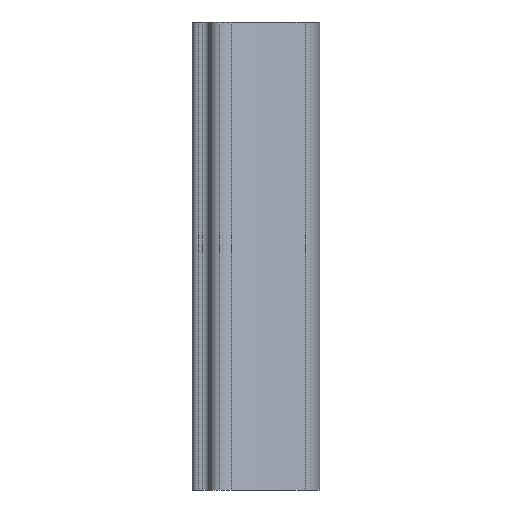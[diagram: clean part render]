
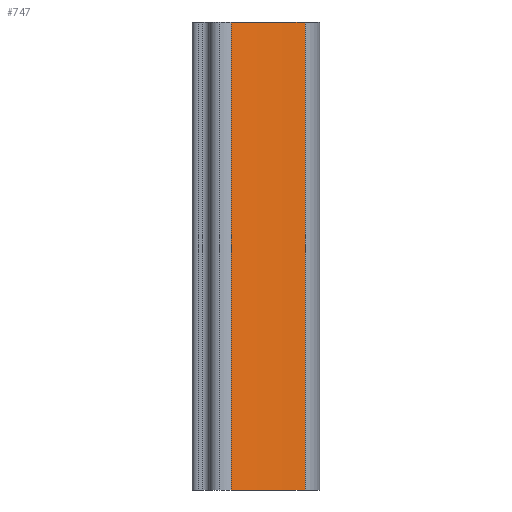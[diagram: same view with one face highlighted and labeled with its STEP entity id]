
A CAD part, left-side view. The second image highlights one B-rep face of the part: STEP entity #747.
In plain terms, the highlighted cylindrical face has radius 15 mm (diameter 30 mm), a partial arc.
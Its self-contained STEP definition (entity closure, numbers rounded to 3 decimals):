
#26 = DIRECTION ( 'NONE',  ( 0., 0., 1. ) ) ;
#37 = DIRECTION ( 'NONE',  ( -1., 0., 0. ) ) ;
#50 = VERTEX_POINT ( 'NONE', #682 ) ;
#171 = AXIS2_PLACEMENT_3D ( 'NONE', #280, #831, #594 ) ;
#181 = CARTESIAN_POINT ( 'NONE',  ( 7.471, 4.491, 11. ) ) ;
#195 = EDGE_LOOP ( 'NONE', ( #743, #649, #735, #792 ) ) ;
#205 = EDGE_CURVE ( 'NONE', #269, #273, #895, .T. ) ;
#226 = CARTESIAN_POINT ( 'NONE',  ( 7.471, 4.491, 11. ) ) ;
#263 = AXIS2_PLACEMENT_3D ( 'NONE', #226, #776, #315 ) ;
#269 = VERTEX_POINT ( 'NONE', #325 ) ;
#270 = VECTOR ( 'NONE', #26, 1000. ) ;
#273 = VERTEX_POINT ( 'NONE', #780 ) ;
#280 = CARTESIAN_POINT ( 'NONE',  ( 7.471, 4.491, -11. ) ) ;
#315 = DIRECTION ( 'NONE',  ( 1., 0., 0. ) ) ;
#325 = CARTESIAN_POINT ( 'NONE',  ( -6.134, -1.826, 11. ) ) ;
#335 = LINE ( 'NONE', #416, #925 ) ;
#376 = EDGE_CURVE ( 'NONE', #269, #50, #335, .T. ) ;
#416 = CARTESIAN_POINT ( 'NONE',  ( -6.134, -1.826, 11. ) ) ;
#439 = DIRECTION ( 'NONE',  ( 0., 0., -1. ) ) ;
#470 = EDGE_CURVE ( 'NONE', #50, #771, #811, .T. ) ;
#594 = DIRECTION ( 'NONE',  ( 1., 0., 0. ) ) ;
#627 = CARTESIAN_POINT ( 'NONE',  ( -3.887, -5.306, -11. ) ) ;
#633 = EDGE_CURVE ( 'NONE', #771, #273, #894, .T. ) ;
#649 = ORIENTED_EDGE ( 'NONE', *, *, #633, .T. ) ;
#682 = CARTESIAN_POINT ( 'NONE',  ( -6.134, -1.826, -11. ) ) ;
#733 = CARTESIAN_POINT ( 'NONE',  ( -3.887, -5.306, 11. ) ) ;
#735 = ORIENTED_EDGE ( 'NONE', *, *, #205, .F. ) ;
#743 = ORIENTED_EDGE ( 'NONE', *, *, #470, .T. ) ;
#747 = ADVANCED_FACE ( 'NONE', ( #1000 ), #988, .T. ) ;
#771 = VERTEX_POINT ( 'NONE', #627 ) ;
#776 = DIRECTION ( 'NONE',  ( 0., 0., 1. ) ) ;
#780 = CARTESIAN_POINT ( 'NONE',  ( -3.887, -5.306, 11. ) ) ;
#792 = ORIENTED_EDGE ( 'NONE', *, *, #376, .T. ) ;
#811 = CIRCLE ( 'NONE', #171, 15. ) ;
#831 = DIRECTION ( 'NONE',  ( 0., 0., 1. ) ) ;
#894 = LINE ( 'NONE', #733, #270 ) ;
#895 = CIRCLE ( 'NONE', #263, 15. ) ;
#925 = VECTOR ( 'NONE', #964, 1000. ) ;
#931 = AXIS2_PLACEMENT_3D ( 'NONE', #181, #439, #37 ) ;
#964 = DIRECTION ( 'NONE',  ( 0., 0., -1. ) ) ;
#988 = CYLINDRICAL_SURFACE ( 'NONE', #931, 15. ) ;
#1000 = FACE_OUTER_BOUND ( 'NONE', #195, .T. ) ;
